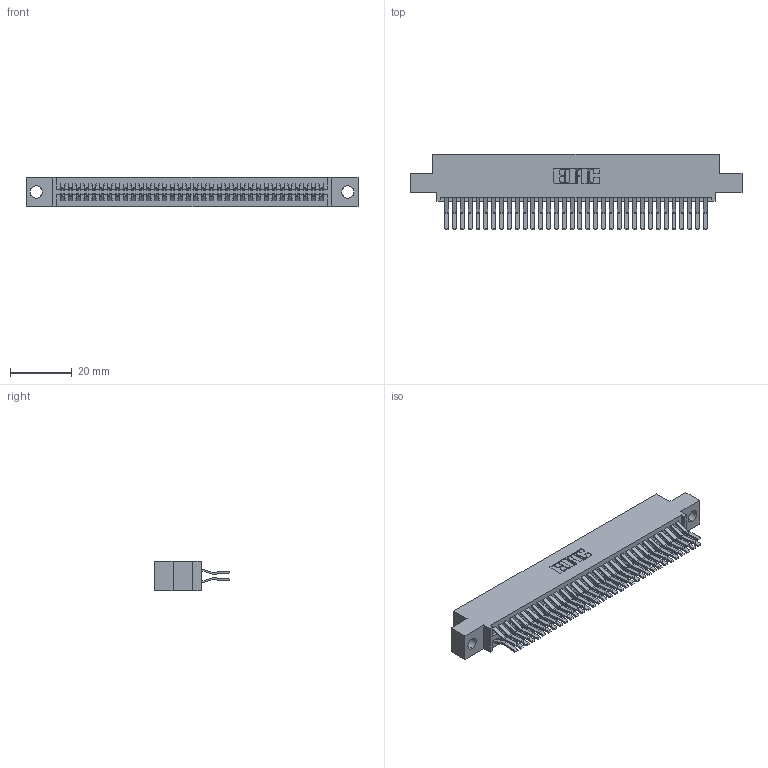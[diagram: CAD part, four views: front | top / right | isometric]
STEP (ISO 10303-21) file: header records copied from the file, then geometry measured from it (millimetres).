
FILE_DESCRIPTION (( 'STEP AP203' ), '1' );
FILE_NAME ('345-068-560-504.STEP', '2018-09-30T16:10:29', ( '' ), ( '' ), 'SwSTEP 2.0', 'SolidWorks 2016', '' );
FILE_SCHEMA (( 'CONFIG_CONTROL_DESIGN' ));
Length unit declared in the file: inch
Products named in the file (3): 345-292-001_560 Tail; 345 Part_0.110 Offset - 0.156 Dia-TH; 345-068-560-504
Assembly tree (69 placements, depth 2):
  345-068-560-504
    345 Part_0.110 Offset - 0.156 Dia-TH
    345-292-001_560 Tail  x68
Bounding box: 107.57 x 24.45 x 9.4 mm (x, y, z)
Volume: 10659.6 mm3; surface area: 16656.1 mm2
Topology: 69 solids, 69 shells, 3666 faces, 10893 edges, 7170 vertices
Faces by surface type: plane 2328, cylinder 1338
Entity records: 27977 total; most frequent: CARTESIAN_POINT 4700, ORIENTED_EDGE 4634, DIRECTION 4157, EDGE_CURVE 2317, LINE 2045, VECTOR 2045, VERTEX_POINT 1542, AXIS2_PLACEMENT_3D 1056
